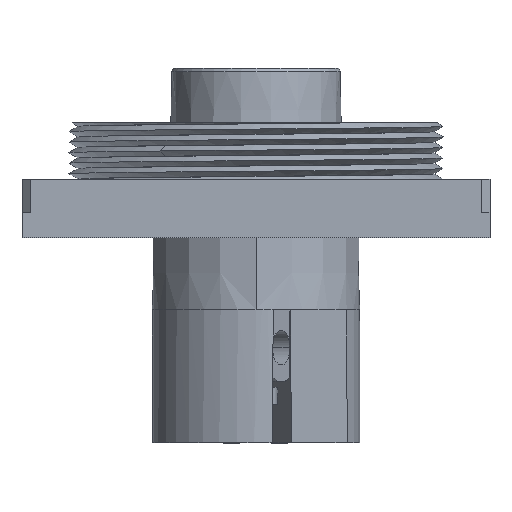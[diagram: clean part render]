
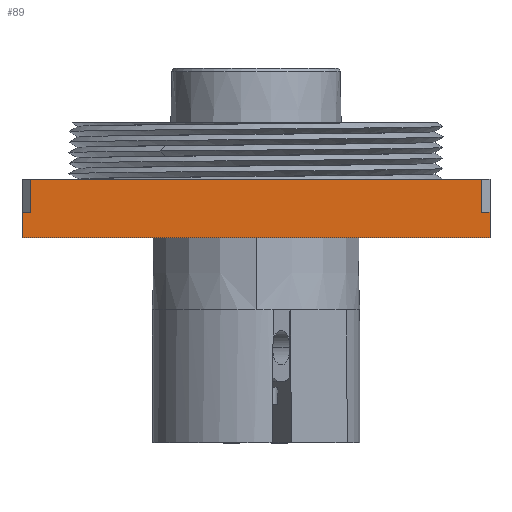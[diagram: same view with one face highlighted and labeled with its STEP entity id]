
A CAD part, left-side view. The second image highlights one B-rep face of the part: STEP entity #89.
In plain terms, the highlighted planar face has unit normal (-1, 0, 0).
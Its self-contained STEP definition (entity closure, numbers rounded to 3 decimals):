
#89=ADVANCED_FACE('',(#772),#773,.T.);
#772=FACE_OUTER_BOUND('',#3658,.T.);
#773=PLANE('',#3659);
#3658=EDGE_LOOP('',(#5737,#5738,#5739,#5740,#5741,#5742,#5743,#5744));
#3659=AXIS2_PLACEMENT_3D('',#5745,#5746,#5747);
#5737=ORIENTED_EDGE('',*,*,#10934,.F.);
#5738=ORIENTED_EDGE('',*,*,#10944,.F.);
#5739=ORIENTED_EDGE('',*,*,#10945,.F.);
#5740=ORIENTED_EDGE('',*,*,#10946,.F.);
#5741=ORIENTED_EDGE('',*,*,#10947,.T.);
#5742=ORIENTED_EDGE('',*,*,#10948,.T.);
#5743=ORIENTED_EDGE('',*,*,#10949,.F.);
#5744=ORIENTED_EDGE('',*,*,#10950,.T.);
#5745=CARTESIAN_POINT('',(-22.225,21.435,-3.17));
#5746=DIRECTION('',(-1.0,0.0,0.0));
#5747=DIRECTION('',(0.0,0.0,1.0));
#10934=EDGE_CURVE('',#12813,#12800,#12815,.T.);
#10944=EDGE_CURVE('',#12833,#12813,#12834,.T.);
#10945=EDGE_CURVE('',#12835,#12833,#12836,.T.);
#10946=EDGE_CURVE('',#12837,#12835,#12838,.T.);
#10947=EDGE_CURVE('',#12837,#12839,#12840,.T.);
#10948=EDGE_CURVE('',#12839,#12841,#12842,.T.);
#10949=EDGE_CURVE('',#12843,#12841,#12844,.T.);
#10950=EDGE_CURVE('',#12843,#12800,#12845,.T.);
#12800=VERTEX_POINT('',#18212);
#12813=VERTEX_POINT('',#18231);
#12815=LINE('',#18234,#18235);
#12833=VERTEX_POINT('',#18311);
#12834=LINE('',#18312,#18313);
#12835=VERTEX_POINT('',#18314);
#12836=LINE('',#18315,#18316);
#12837=VERTEX_POINT('',#18317);
#12838=LINE('',#18318,#18319);
#12839=VERTEX_POINT('',#18320);
#12840=LINE('',#18321,#18322);
#12841=VERTEX_POINT('',#18323);
#12842=LINE('',#18324,#18325);
#12843=VERTEX_POINT('',#18326);
#12844=LINE('',#18327,#18328);
#12845=LINE('',#18329,#18330);
#18212=CARTESIAN_POINT('',(-22.225,-21.435,0.0));
#18231=CARTESIAN_POINT('',(-22.225,21.435,0.0));
#18234=CARTESIAN_POINT('',(-22.225,21.435,0.0));
#18235=VECTOR('',#23269,42.87);
#18311=CARTESIAN_POINT('',(-22.225,21.435,-3.17));
#18312=CARTESIAN_POINT('',(-22.225,21.435,-3.17));
#18313=VECTOR('',#23294,3.17);
#18314=CARTESIAN_POINT('',(-22.225,22.225,-3.17));
#18315=CARTESIAN_POINT('',(-22.225,22.225,-3.17));
#18316=VECTOR('',#23295,0.79);
#18317=CARTESIAN_POINT('',(-22.225,22.225,-5.57));
#18318=CARTESIAN_POINT('',(-22.225,22.225,-5.57));
#18319=VECTOR('',#23296,2.4);
#18320=CARTESIAN_POINT('',(-22.225,-22.225,-5.57));
#18321=CARTESIAN_POINT('',(-22.225,22.225,-5.57));
#18322=VECTOR('',#23297,44.45);
#18323=CARTESIAN_POINT('',(-22.225,-22.225,-3.17));
#18324=CARTESIAN_POINT('',(-22.225,-22.225,-5.57));
#18325=VECTOR('',#23298,2.4);
#18326=CARTESIAN_POINT('',(-22.225,-21.435,-3.17));
#18327=CARTESIAN_POINT('',(-22.225,-21.435,-3.17));
#18328=VECTOR('',#23299,0.79);
#18329=CARTESIAN_POINT('',(-22.225,-21.435,-3.17));
#18330=VECTOR('',#23300,3.17);
#23269=DIRECTION('',(0.0,-1.0,0.0));
#23294=DIRECTION('',(0.0,0.0,1.0));
#23295=DIRECTION('',(0.0,-1.0,0.0));
#23296=DIRECTION('',(0.0,0.0,1.0));
#23297=DIRECTION('',(0.0,-1.0,0.0));
#23298=DIRECTION('',(0.0,0.0,1.0));
#23299=DIRECTION('',(0.0,-1.0,0.0));
#23300=DIRECTION('',(0.0,0.0,1.0));
